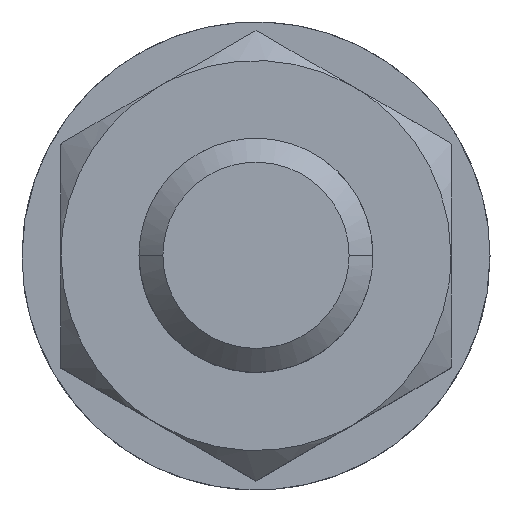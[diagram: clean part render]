
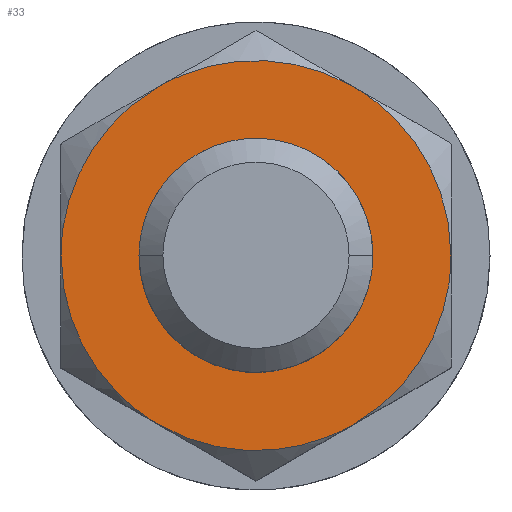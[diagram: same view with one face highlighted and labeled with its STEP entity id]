
A CAD part, top view. The second image highlights one B-rep face of the part: STEP entity #33.
In plain terms, the highlighted planar face has unit normal (0, 0, 1).
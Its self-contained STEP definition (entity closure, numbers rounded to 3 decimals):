
#33=ADVANCED_FACE('',(#95,#80),#782,.T.);
#80=FACE_BOUND('',#155,.T.);
#95=FACE_OUTER_BOUND('',#154,.T.);
#154=EDGE_LOOP('',(#253,#254,#255,#256,#257,#258));
#155=EDGE_LOOP('',(#259,#260));
#253=ORIENTED_EDGE('',*,*,#465,.T.);
#254=ORIENTED_EDGE('',*,*,#466,.T.);
#255=ORIENTED_EDGE('',*,*,#467,.T.);
#256=ORIENTED_EDGE('',*,*,#463,.T.);
#257=ORIENTED_EDGE('',*,*,#464,.T.);
#258=ORIENTED_EDGE('',*,*,#479,.T.);
#259=ORIENTED_EDGE('',*,*,#462,.T.);
#260=ORIENTED_EDGE('',*,*,#459,.T.);
#459=EDGE_CURVE('',#693,#694,#639,.T.);
#462=EDGE_CURVE('',#694,#693,#640,.T.);
#463=EDGE_CURVE('',#699,#698,#641,.T.);
#464=EDGE_CURVE('',#698,#697,#642,.T.);
#465=EDGE_CURVE('',#695,#696,#643,.T.);
#466=EDGE_CURVE('',#696,#700,#644,.T.);
#467=EDGE_CURVE('',#700,#699,#645,.T.);
#479=EDGE_CURVE('',#697,#695,#646,.T.);
#639=(
BOUNDED_CURVE()
B_SPLINE_CURVE(2,(#1397,#1398,#1399,#1400,#1401),.UNSPECIFIED.,.F.,.F.)
B_SPLINE_CURVE_WITH_KNOTS((3,2,3),(0.,4.712,9.425),
 .UNSPECIFIED.)
CURVE()
GEOMETRIC_REPRESENTATION_ITEM()
RATIONAL_B_SPLINE_CURVE((1.,0.707,1.,0.707,1.))
REPRESENTATION_ITEM('')
);
#640=(
BOUNDED_CURVE()
B_SPLINE_CURVE(2,(#1406,#1407,#1408,#1409,#1410),.UNSPECIFIED.,.F.,.F.)
B_SPLINE_CURVE_WITH_KNOTS((3,2,3),(0.,4.712,9.425),
 .UNSPECIFIED.)
CURVE()
GEOMETRIC_REPRESENTATION_ITEM()
RATIONAL_B_SPLINE_CURVE((1.,0.707,1.,0.707,1.))
REPRESENTATION_ITEM('')
);
#641=(
BOUNDED_CURVE()
B_SPLINE_CURVE(2,(#1411,#1412,#1413),.UNSPECIFIED.,.F.,.F.)
B_SPLINE_CURVE_WITH_KNOTS((3,3),(0.,5.236),.UNSPECIFIED.)
CURVE()
GEOMETRIC_REPRESENTATION_ITEM()
RATIONAL_B_SPLINE_CURVE((1.,0.866,1.))
REPRESENTATION_ITEM('')
);
#642=(
BOUNDED_CURVE()
B_SPLINE_CURVE(2,(#1414,#1415,#1416),.UNSPECIFIED.,.F.,.F.)
B_SPLINE_CURVE_WITH_KNOTS((3,3),(-5.236,0.),.UNSPECIFIED.)
CURVE()
GEOMETRIC_REPRESENTATION_ITEM()
RATIONAL_B_SPLINE_CURVE((1.,0.866,1.))
REPRESENTATION_ITEM('')
);
#643=(
BOUNDED_CURVE()
B_SPLINE_CURVE(2,(#1417,#1418,#1419),.UNSPECIFIED.,.F.,.F.)
B_SPLINE_CURVE_WITH_KNOTS((3,3),(0.,5.236),.UNSPECIFIED.)
CURVE()
GEOMETRIC_REPRESENTATION_ITEM()
RATIONAL_B_SPLINE_CURVE((1.,0.866,1.))
REPRESENTATION_ITEM('')
);
#644=(
BOUNDED_CURVE()
B_SPLINE_CURVE(2,(#1420,#1421,#1422),.UNSPECIFIED.,.F.,.F.)
B_SPLINE_CURVE_WITH_KNOTS((3,3),(-5.236,0.),.UNSPECIFIED.)
CURVE()
GEOMETRIC_REPRESENTATION_ITEM()
RATIONAL_B_SPLINE_CURVE((1.,0.866,1.))
REPRESENTATION_ITEM('')
);
#645=(
BOUNDED_CURVE()
B_SPLINE_CURVE(2,(#1423,#1424,#1425),.UNSPECIFIED.,.F.,.F.)
B_SPLINE_CURVE_WITH_KNOTS((3,3),(-5.236,0.),.UNSPECIFIED.)
CURVE()
GEOMETRIC_REPRESENTATION_ITEM()
RATIONAL_B_SPLINE_CURVE((1.,0.866,1.))
REPRESENTATION_ITEM('')
);
#646=(
BOUNDED_CURVE()
B_SPLINE_CURVE(2,(#1480,#1481,#1482),.UNSPECIFIED.,.F.,.F.)
B_SPLINE_CURVE_WITH_KNOTS((3,3),(-5.236,0.),.UNSPECIFIED.)
CURVE()
GEOMETRIC_REPRESENTATION_ITEM()
RATIONAL_B_SPLINE_CURVE((1.,0.866,1.))
REPRESENTATION_ITEM('')
);
#693=VERTEX_POINT('',#1339);
#694=VERTEX_POINT('',#1340);
#695=VERTEX_POINT('',#1341);
#696=VERTEX_POINT('',#1342);
#697=VERTEX_POINT('',#1343);
#698=VERTEX_POINT('',#1344);
#699=VERTEX_POINT('',#1345);
#700=VERTEX_POINT('',#1346);
#782=PLANE('',#822);
#822=AXIS2_PLACEMENT_3D('',#1086,#845,$);
#845=DIRECTION('',(0.,0.,1.));
#1086=CARTESIAN_POINT('',(6.12,7.048,24.8));
#1339=CARTESIAN_POINT('',(-3.,0.,24.8));
#1340=CARTESIAN_POINT('',(3.,0.,24.8));
#1341=CARTESIAN_POINT('',(2.5,4.33,24.8));
#1342=CARTESIAN_POINT('',(-2.5,4.33,24.8));
#1343=CARTESIAN_POINT('',(5.,0.,24.8));
#1344=CARTESIAN_POINT('',(2.5,-4.33,24.8));
#1345=CARTESIAN_POINT('',(-2.5,-4.33,24.8));
#1346=CARTESIAN_POINT('',(-5.,0.,24.8));
#1397=CARTESIAN_POINT('',(-3.,0.,24.8));
#1398=CARTESIAN_POINT('',(-3.,3.,24.8));
#1399=CARTESIAN_POINT('',(0.,3.,24.8));
#1400=CARTESIAN_POINT('',(3.,3.,24.8));
#1401=CARTESIAN_POINT('',(3.,0.,24.8));
#1406=CARTESIAN_POINT('',(3.,0.,24.8));
#1407=CARTESIAN_POINT('',(3.,-3.,24.8));
#1408=CARTESIAN_POINT('',(0.,-3.,24.8));
#1409=CARTESIAN_POINT('',(-3.,-3.,24.8));
#1410=CARTESIAN_POINT('',(-3.,0.,24.8));
#1411=CARTESIAN_POINT('',(-2.5,-4.33,24.8));
#1412=CARTESIAN_POINT('',(0.,-5.774,24.8));
#1413=CARTESIAN_POINT('',(2.5,-4.33,24.8));
#1414=CARTESIAN_POINT('',(2.5,-4.33,24.8));
#1415=CARTESIAN_POINT('',(5.,-2.887,24.8));
#1416=CARTESIAN_POINT('',(5.,0.,24.8));
#1417=CARTESIAN_POINT('',(2.5,4.33,24.8));
#1418=CARTESIAN_POINT('',(0.,5.774,24.8));
#1419=CARTESIAN_POINT('',(-2.5,4.33,24.8));
#1420=CARTESIAN_POINT('',(-2.5,4.33,24.8));
#1421=CARTESIAN_POINT('',(-5.,2.887,24.8));
#1422=CARTESIAN_POINT('',(-5.,0.,24.8));
#1423=CARTESIAN_POINT('',(-5.,0.,24.8));
#1424=CARTESIAN_POINT('',(-5.,-2.887,24.8));
#1425=CARTESIAN_POINT('',(-2.5,-4.33,24.8));
#1480=CARTESIAN_POINT('',(5.,0.,24.8));
#1481=CARTESIAN_POINT('',(5.,2.887,24.8));
#1482=CARTESIAN_POINT('',(2.5,4.33,24.8));
